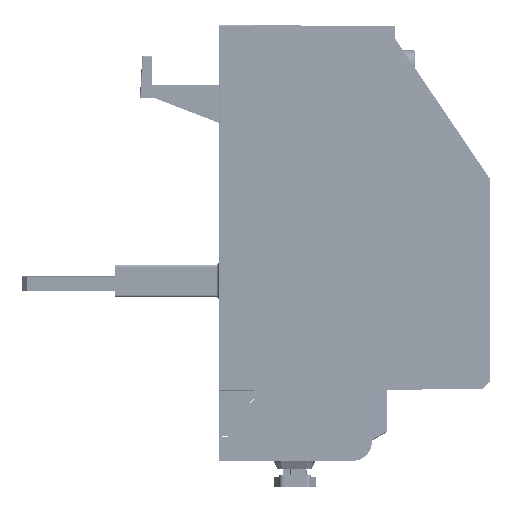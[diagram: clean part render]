
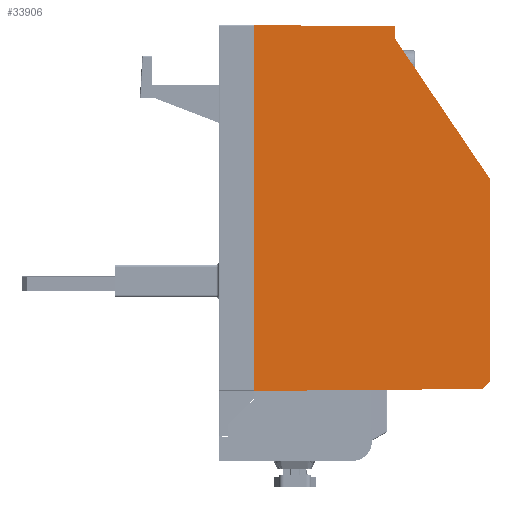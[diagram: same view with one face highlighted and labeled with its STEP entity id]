
A CAD part, left-side view. The second image highlights one B-rep face of the part: STEP entity #33906.
In plain terms, the highlighted planar face has unit normal (-1, -0.01, 0).
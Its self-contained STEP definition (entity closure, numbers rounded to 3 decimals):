
#1830=CARTESIAN_POINT('',(-37.3,-4.0,-0.262));
#1831=VERTEX_POINT('',#1830);
#1838=CARTESIAN_POINT('',(-37.3,-4.0,-3.0));
#1839=VERTEX_POINT('',#1838);
#1840=CARTESIAN_POINT('',(-37.3,-4.0,-0.262));
#1841=DIRECTION('',(0.0,0.0,-1.0));
#1842=VECTOR('',#1841,2.738);
#1843=LINE('',#1840,#1842);
#1844=EDGE_CURVE('',#1831,#1839,#1843,.T.);
#3544=CARTESIAN_POINT('',(-37.115,-22.5,-77.177));
#3545=VERTEX_POINT('',#3544);
#3554=CARTESIAN_POINT('',(-37.6,26.0,-77.6));
#3555=VERTEX_POINT('',#3554);
#3556=CARTESIAN_POINT('',(-37.115,-22.5,-77.177));
#3557=DIRECTION('',(-0.01,1.,-0.009));
#3558=VECTOR('',#3557,48.504);
#3559=LINE('',#3556,#3558);
#3560=EDGE_CURVE('',#3545,#3555,#3559,.T.);
#3680=CARTESIAN_POINT('',(-37.1,-24.,-75.664));
#3681=VERTEX_POINT('',#3680);
#3688=CARTESIAN_POINT('',(-37.115,-22.5,-77.177));
#3689=DIRECTION('',(0.007,-0.704,0.71));
#3690=VECTOR('',#3689,2.131);
#3691=LINE('',#3688,#3690);
#3692=EDGE_CURVE('',#3545,#3681,#3691,.T.);
#8203=CARTESIAN_POINT('',(-37.6,26.0,0.0));
#8204=VERTEX_POINT('',#8203);
#8205=CARTESIAN_POINT('',(-37.6,26.0,0.0));
#8206=DIRECTION('',(0.0,0.0,-1.0));
#8207=VECTOR('',#8206,77.6);
#8208=LINE('',#8205,#8207);
#8209=EDGE_CURVE('',#8204,#3555,#8208,.T.);
#12169=CARTESIAN_POINT('',(-37.1,-24.,-32.55));
#12170=VERTEX_POINT('',#12169);
#12177=CARTESIAN_POINT('',(-37.1,-24.,-32.55));
#12178=DIRECTION('',(0.0,0.0,-1.0));
#12179=VECTOR('',#12178,43.114);
#12180=LINE('',#12177,#12179);
#12181=EDGE_CURVE('',#12170,#3681,#12180,.T.);
#33882=CARTESIAN_POINT('',(-37.6,26.0,2.587));
#33883=DIRECTION('',(1.,0.01,0.0));
#33884=DIRECTION('',(0.0,0.0,-1.0));
#33885=AXIS2_PLACEMENT_3D('',#33882,#33883,#33884);
#33886=PLANE('',#33885);
#33887=ORIENTED_EDGE('',*,*,#3692,.T.);
#33888=ORIENTED_EDGE('',*,*,#12181,.F.);
#33889=CARTESIAN_POINT('',(-37.1,-24.,-32.55));
#33890=DIRECTION('',(-0.006,0.56,0.828));
#33891=VECTOR('',#33890,35.683);
#33892=LINE('',#33889,#33891);
#33893=EDGE_CURVE('',#12170,#1839,#33892,.T.);
#33894=ORIENTED_EDGE('',*,*,#33893,.T.);
#33895=ORIENTED_EDGE('',*,*,#1844,.F.);
#33896=CARTESIAN_POINT('',(-37.6,26.0,0.0));
#33897=DIRECTION('',(0.01,-1.,-0.009));
#33898=VECTOR('',#33897,30.003);
#33899=LINE('',#33896,#33898);
#33900=EDGE_CURVE('',#8204,#1831,#33899,.T.);
#33901=ORIENTED_EDGE('',*,*,#33900,.F.);
#33902=ORIENTED_EDGE('',*,*,#8209,.T.);
#33903=ORIENTED_EDGE('',*,*,#3560,.F.);
#33904=EDGE_LOOP('',(#33887,#33888,#33894,#33895,#33901,#33902,#33903));
#33905=FACE_OUTER_BOUND('',#33904,.T.);
#33906=ADVANCED_FACE('',(#33905),#33886,.F.);
